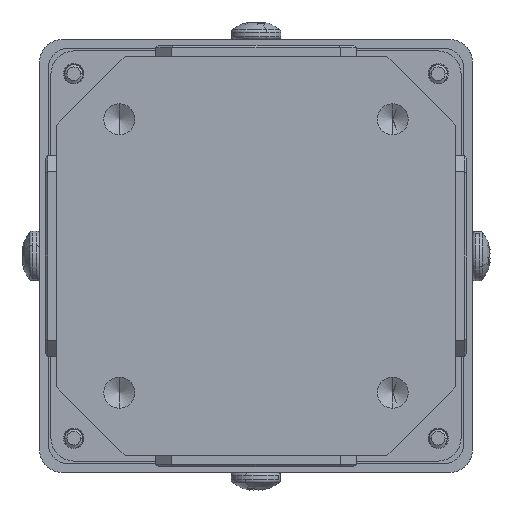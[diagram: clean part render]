
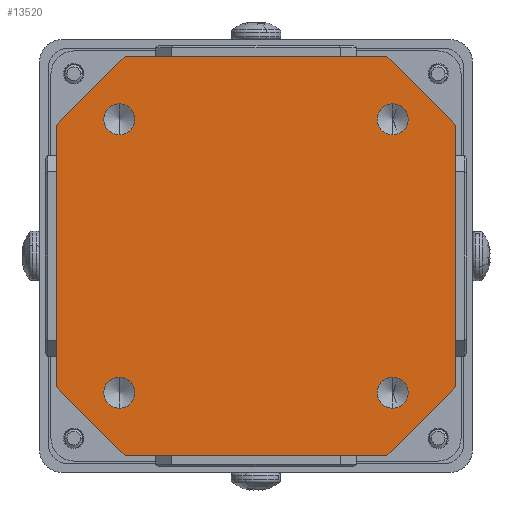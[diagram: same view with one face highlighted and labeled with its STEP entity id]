
A CAD part, front view. The second image highlights one B-rep face of the part: STEP entity #13520.
In plain terms, the highlighted planar face has unit normal (0, -1, 0).
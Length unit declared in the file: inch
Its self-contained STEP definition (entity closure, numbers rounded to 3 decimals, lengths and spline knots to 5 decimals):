
#185 = DIRECTION ( 'NONE',  ( 0., -1., 0. ) ) ;
#790 = CARTESIAN_POINT ( 'NONE',  ( -0.6, 0., 0.668 ) ) ;
#1426 = VECTOR ( 'NONE', #20537, 39.37008 ) ;
#1655 = AXIS2_PLACEMENT_3D ( 'NONE', #16510, #2115, #22985 ) ;
#2058 = VERTEX_POINT ( 'NONE', #33597 ) ;
#2115 = DIRECTION ( 'NONE',  ( 0., -1., 0. ) ) ;
#2307 = CARTESIAN_POINT ( 'NONE',  ( -0.875, 0., -0.875 ) ) ;
#2444 = ORIENTED_EDGE ( 'NONE', *, *, #30394, .F. ) ;
#2620 = DIRECTION ( 'NONE',  ( 0., 0., -1. ) ) ;
#2809 = LINE ( 'NONE', #38488, #1426 ) ;
#3056 = ORIENTED_EDGE ( 'NONE', *, *, #27722, .F. ) ;
#3416 = CARTESIAN_POINT ( 'NONE',  ( -0.875, 0., 0.575 ) ) ;
#3523 = DIRECTION ( 'NONE',  ( 0., 0., -1. ) ) ;
#3978 = CARTESIAN_POINT ( 'NONE',  ( 0., 0., 0. ) ) ;
#4387 = CARTESIAN_POINT ( 'NONE',  ( 0.575, 0., -0.875 ) ) ;
#5830 = VERTEX_POINT ( 'NONE', #24371 ) ;
#5858 = AXIS2_PLACEMENT_3D ( 'NONE', #33048, #6042, #27716 ) ;
#6042 = DIRECTION ( 'NONE',  ( 0., -1., 0. ) ) ;
#6758 = VERTEX_POINT ( 'NONE', #790 ) ;
#6795 = ORIENTED_EDGE ( 'NONE', *, *, #37357, .T. ) ;
#7292 = EDGE_CURVE ( 'NONE', #6758, #24967, #8764, .T. ) ;
#7576 = VECTOR ( 'NONE', #24149, 39.37008 ) ;
#7621 = ORIENTED_EDGE ( 'NONE', *, *, #28763, .F. ) ;
#7966 = AXIS2_PLACEMENT_3D ( 'NONE', #3978, #28017, #37092 ) ;
#7987 = CIRCLE ( 'NONE', #35065, 0.068 ) ;
#8042 = EDGE_CURVE ( 'NONE', #5830, #22284, #23523, .T. ) ;
#8505 = DIRECTION ( 'NONE',  ( 0., -1., 0. ) ) ;
#8702 = AXIS2_PLACEMENT_3D ( 'NONE', #35531, #8505, #2620 ) ;
#8764 = CIRCLE ( 'NONE', #22610, 0.068 ) ;
#9351 = CARTESIAN_POINT ( 'NONE',  ( -0.6, 0., -0.6 ) ) ;
#9683 = EDGE_CURVE ( 'NONE', #34447, #2058, #33761, .T. ) ;
#9759 = ORIENTED_EDGE ( 'NONE', *, *, #9683, .F. ) ;
#9878 = FACE_BOUND ( 'NONE', #15496, .T. ) ;
#10185 = LINE ( 'NONE', #13730, #31272 ) ;
#11114 = CARTESIAN_POINT ( 'NONE',  ( -0.6, 0., -0.668 ) ) ;
#11724 = DIRECTION ( 'NONE',  ( 0., -1., 0. ) ) ;
#11921 = DIRECTION ( 'NONE',  ( 0., 0., -1. ) ) ;
#12075 = EDGE_CURVE ( 'NONE', #5830, #34680, #26953, .T. ) ;
#12132 = DIRECTION ( 'NONE',  ( 0., -1., 0. ) ) ;
#12146 = CARTESIAN_POINT ( 'NONE',  ( 0.725, 0., -0.725 ) ) ;
#12714 = ORIENTED_EDGE ( 'NONE', *, *, #31542, .T. ) ;
#12926 = CARTESIAN_POINT ( 'NONE',  ( -0.575, 0., -0.875 ) ) ;
#13014 = CIRCLE ( 'NONE', #23890, 0.068 ) ;
#13520 = ADVANCED_FACE ( 'NONE', ( #18561, #18945, #24470, #30579, #9878 ), #30977, .T. ) ;
#13730 = CARTESIAN_POINT ( 'NONE',  ( 0.725, 0., 0.725 ) ) ;
#13946 = LINE ( 'NONE', #2307, #16487 ) ;
#14060 = CIRCLE ( 'NONE', #20430, 0.068 ) ;
#14268 = EDGE_LOOP ( 'NONE', ( #9759, #7621 ) ) ;
#14282 = EDGE_CURVE ( 'NONE', #38334, #27147, #10185, .T. ) ;
#14666 = VERTEX_POINT ( 'NONE', #38066 ) ;
#15121 = CARTESIAN_POINT ( 'NONE',  ( -0.875, 0., 0.875 ) ) ;
#15303 = LINE ( 'NONE', #12146, #7576 ) ;
#15496 = EDGE_LOOP ( 'NONE', ( #34128, #3056 ) ) ;
#15534 = EDGE_LOOP ( 'NONE', ( #2444, #37886 ) ) ;
#15895 = ORIENTED_EDGE ( 'NONE', *, *, #14282, .T. ) ;
#16487 = VECTOR ( 'NONE', #20234, 39.37008 ) ;
#16510 = CARTESIAN_POINT ( 'NONE',  ( 0.6, 0., -0.6 ) ) ;
#16584 = CARTESIAN_POINT ( 'NONE',  ( -0.6, 0., 0.6 ) ) ;
#16788 = ORIENTED_EDGE ( 'NONE', *, *, #8042, .F. ) ;
#16983 = CARTESIAN_POINT ( 'NONE',  ( 0.6, 0., 0.532 ) ) ;
#17448 = LINE ( 'NONE', #32039, #19730 ) ;
#18064 = LINE ( 'NONE', #15121, #29159 ) ;
#18561 = FACE_OUTER_BOUND ( 'NONE', #31452, .T. ) ;
#18945 = FACE_BOUND ( 'NONE', #14268, .T. ) ;
#19228 = CARTESIAN_POINT ( 'NONE',  ( 0.875, 0., 0.575 ) ) ;
#19509 = CARTESIAN_POINT ( 'NONE',  ( 0.875, 0., -0.575 ) ) ;
#19730 = VECTOR ( 'NONE', #29460, 39.37008 ) ;
#20234 = DIRECTION ( 'NONE',  ( -1., 0., 0. ) ) ;
#20430 = AXIS2_PLACEMENT_3D ( 'NONE', #9351, #12132, #21381 ) ;
#20537 = DIRECTION ( 'NONE',  ( 0., 0., -1. ) ) ;
#20976 = CARTESIAN_POINT ( 'NONE',  ( 0.6, 0., -0.6 ) ) ;
#21269 = DIRECTION ( 'NONE',  ( 0., 0., -1. ) ) ;
#21381 = DIRECTION ( 'NONE',  ( 0., 0., -1. ) ) ;
#21578 = CARTESIAN_POINT ( 'NONE',  ( -0.6, 0., 0.532 ) ) ;
#21918 = ORIENTED_EDGE ( 'NONE', *, *, #33175, .F. ) ;
#21940 = EDGE_CURVE ( 'NONE', #38852, #31879, #14060, .T. ) ;
#22284 = VERTEX_POINT ( 'NONE', #3416 ) ;
#22564 = CARTESIAN_POINT ( 'NONE',  ( 0.6, 0., 0.6 ) ) ;
#22610 = AXIS2_PLACEMENT_3D ( 'NONE', #32695, #30117, #3523 ) ;
#22673 = DIRECTION ( 'NONE',  ( 0., 0., -1. ) ) ;
#22985 = DIRECTION ( 'NONE',  ( 0., 0., -1. ) ) ;
#23137 = VERTEX_POINT ( 'NONE', #4387 ) ;
#23342 = CARTESIAN_POINT ( 'NONE',  ( 0.575, 0., 0.875 ) ) ;
#23523 = LINE ( 'NONE', #35758, #32169 ) ;
#23890 = AXIS2_PLACEMENT_3D ( 'NONE', #16584, #31747, #22673 ) ;
#24149 = DIRECTION ( 'NONE',  ( 0.707, 0., 0.707 ) ) ;
#24168 = DIRECTION ( 'NONE',  ( 1., 0., 0. ) ) ;
#24212 = VERTEX_POINT ( 'NONE', #19509 ) ;
#24371 = CARTESIAN_POINT ( 'NONE',  ( -0.875, 0., -0.575 ) ) ;
#24470 = FACE_BOUND ( 'NONE', #34773, .T. ) ;
#24689 = ORIENTED_EDGE ( 'NONE', *, *, #37080, .F. ) ;
#24967 = VERTEX_POINT ( 'NONE', #21578 ) ;
#25129 = CARTESIAN_POINT ( 'NONE',  ( -0.6, 0., -0.532 ) ) ;
#26273 = AXIS2_PLACEMENT_3D ( 'NONE', #22564, #185, #21269 ) ;
#26568 = DIRECTION ( 'NONE',  ( 0.707, 0., -0.707 ) ) ;
#26953 = LINE ( 'NONE', #29722, #27582 ) ;
#27038 = EDGE_CURVE ( 'NONE', #30571, #37306, #28822, .T. ) ;
#27147 = VERTEX_POINT ( 'NONE', #23342 ) ;
#27582 = VECTOR ( 'NONE', #26568, 39.37008 ) ;
#27716 = DIRECTION ( 'NONE',  ( 0., 0., -1. ) ) ;
#27722 = EDGE_CURVE ( 'NONE', #37306, #30571, #33246, .T. ) ;
#28017 = DIRECTION ( 'NONE',  ( 0., -1., 0. ) ) ;
#28541 = CIRCLE ( 'NONE', #5858, 0.068 ) ;
#28763 = EDGE_CURVE ( 'NONE', #2058, #34447, #7987, .T. ) ;
#28822 = CIRCLE ( 'NONE', #26273, 0.068 ) ;
#29159 = VECTOR ( 'NONE', #24168, 39.37008 ) ;
#29460 = DIRECTION ( 'NONE',  ( -0.707, 0., -0.707 ) ) ;
#29722 = CARTESIAN_POINT ( 'NONE',  ( -0.725, 0., -0.725 ) ) ;
#30117 = DIRECTION ( 'NONE',  ( 0., -1., 0. ) ) ;
#30259 = ORIENTED_EDGE ( 'NONE', *, *, #21940, .F. ) ;
#30394 = EDGE_CURVE ( 'NONE', #24967, #6758, #13014, .T. ) ;
#30571 = VERTEX_POINT ( 'NONE', #16983 ) ;
#30579 = FACE_BOUND ( 'NONE', #15534, .T. ) ;
#30977 = PLANE ( 'NONE',  #7966 ) ;
#31272 = VECTOR ( 'NONE', #32582, 39.37008 ) ;
#31452 = EDGE_LOOP ( 'NONE', ( #38338, #15895, #24689, #6795, #16788, #36173, #21918, #12714 ) ) ;
#31542 = EDGE_CURVE ( 'NONE', #23137, #24212, #15303, .T. ) ;
#31747 = DIRECTION ( 'NONE',  ( 0., -1., 0. ) ) ;
#31869 = CARTESIAN_POINT ( 'NONE',  ( 0.6, 0., -0.668 ) ) ;
#31879 = VERTEX_POINT ( 'NONE', #11114 ) ;
#32039 = CARTESIAN_POINT ( 'NONE',  ( -0.725, 0., 0.725 ) ) ;
#32169 = VECTOR ( 'NONE', #38905, 39.37008 ) ;
#32582 = DIRECTION ( 'NONE',  ( -0.707, 0., 0.707 ) ) ;
#32695 = CARTESIAN_POINT ( 'NONE',  ( -0.6, 0., 0.6 ) ) ;
#33048 = CARTESIAN_POINT ( 'NONE',  ( -0.6, 0., -0.6 ) ) ;
#33175 = EDGE_CURVE ( 'NONE', #23137, #34680, #13946, .T. ) ;
#33246 = CIRCLE ( 'NONE', #8702, 0.068 ) ;
#33597 = CARTESIAN_POINT ( 'NONE',  ( 0.6, 0., -0.532 ) ) ;
#33761 = CIRCLE ( 'NONE', #1655, 0.068 ) ;
#34128 = ORIENTED_EDGE ( 'NONE', *, *, #27038, .F. ) ;
#34447 = VERTEX_POINT ( 'NONE', #31869 ) ;
#34680 = VERTEX_POINT ( 'NONE', #12926 ) ;
#34773 = EDGE_LOOP ( 'NONE', ( #34998, #30259 ) ) ;
#34998 = ORIENTED_EDGE ( 'NONE', *, *, #37061, .F. ) ;
#35065 = AXIS2_PLACEMENT_3D ( 'NONE', #20976, #11724, #11921 ) ;
#35531 = CARTESIAN_POINT ( 'NONE',  ( 0.6, 0., 0.6 ) ) ;
#35758 = CARTESIAN_POINT ( 'NONE',  ( -0.875, 0., 0.875 ) ) ;
#36134 = EDGE_CURVE ( 'NONE', #38334, #24212, #2809, .T. ) ;
#36173 = ORIENTED_EDGE ( 'NONE', *, *, #12075, .T. ) ;
#37061 = EDGE_CURVE ( 'NONE', #31879, #38852, #28541, .T. ) ;
#37080 = EDGE_CURVE ( 'NONE', #14666, #27147, #18064, .T. ) ;
#37092 = DIRECTION ( 'NONE',  ( 0., 0., -1. ) ) ;
#37306 = VERTEX_POINT ( 'NONE', #38348 ) ;
#37357 = EDGE_CURVE ( 'NONE', #14666, #22284, #17448, .T. ) ;
#37886 = ORIENTED_EDGE ( 'NONE', *, *, #7292, .F. ) ;
#38066 = CARTESIAN_POINT ( 'NONE',  ( -0.575, 0., 0.875 ) ) ;
#38334 = VERTEX_POINT ( 'NONE', #19228 ) ;
#38338 = ORIENTED_EDGE ( 'NONE', *, *, #36134, .F. ) ;
#38348 = CARTESIAN_POINT ( 'NONE',  ( 0.6, 0., 0.668 ) ) ;
#38488 = CARTESIAN_POINT ( 'NONE',  ( 0.875, 0., 0.875 ) ) ;
#38852 = VERTEX_POINT ( 'NONE', #25129 ) ;
#38905 = DIRECTION ( 'NONE',  ( 0., 0., 1. ) ) ;
